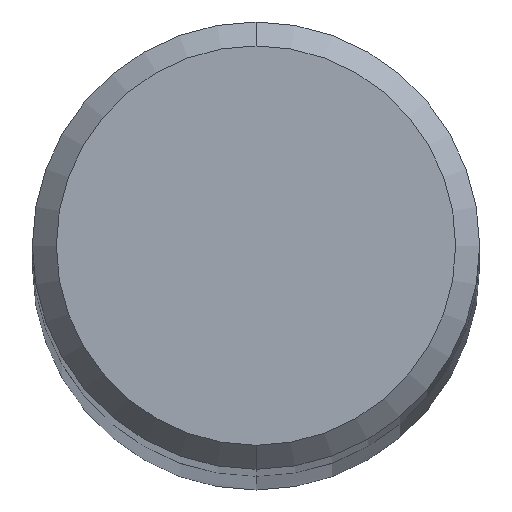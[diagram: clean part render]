
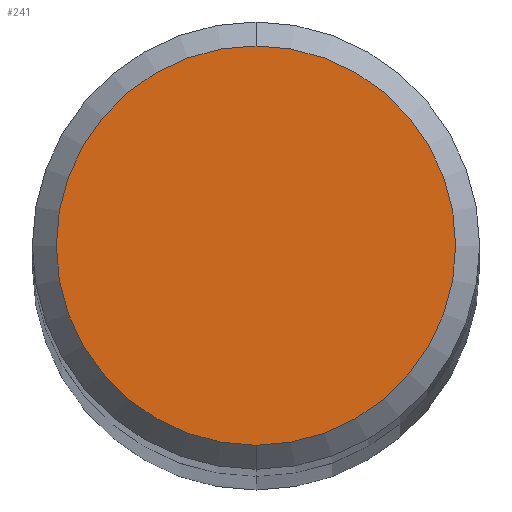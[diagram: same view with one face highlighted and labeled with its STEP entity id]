
A CAD part, top view. The second image highlights one B-rep face of the part: STEP entity #241.
In plain terms, the highlighted planar face has unit normal (0, 0, 1).
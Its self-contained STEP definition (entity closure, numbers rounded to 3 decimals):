
#187=VERTEX_POINT('',#448);
#207=EDGE_CURVE('',#187,#281,#468,.T.);
#241=ADVANCED_FACE('',(#504),#505,.T.);
#281=VERTEX_POINT('',#551);
#317=EDGE_CURVE('',#281,#187,#589,.T.);
#448=CARTESIAN_POINT('',(0.,-5.0,98.0));
#468=CIRCLE('',#788,5.0);
#504=FACE_OUTER_BOUND('',#895,.T.);
#505=PLANE('',#896);
#551=CARTESIAN_POINT('',(0.0,5.0,98.0));
#589=CIRCLE('',#1099,5.0);
#788=AXIS2_PLACEMENT_3D('',#1325,#1326,#1327);
#895=EDGE_LOOP('',(#1356,#1357));
#896=AXIS2_PLACEMENT_3D('',#1358,#1359,#1360);
#1099=AXIS2_PLACEMENT_3D('',#1459,#1460,#1461);
#1325=CARTESIAN_POINT('',(0.0,0.0,98.0));
#1326=DIRECTION('',(0.0,0.0,-1.0));
#1327=DIRECTION('',(0.0,1.0,0.0));
#1356=ORIENTED_EDGE('',*,*,#317,.F.);
#1357=ORIENTED_EDGE('',*,*,#207,.F.);
#1358=CARTESIAN_POINT('',(0.0,2.5,98.0));
#1359=DIRECTION('',(0.0,0.0,1.0));
#1360=DIRECTION('',(0.0,-1.0,0.0));
#1459=CARTESIAN_POINT('',(0.0,0.0,98.0));
#1460=DIRECTION('',(0.0,0.0,-1.0));
#1461=DIRECTION('',(0.0,1.0,0.0));
